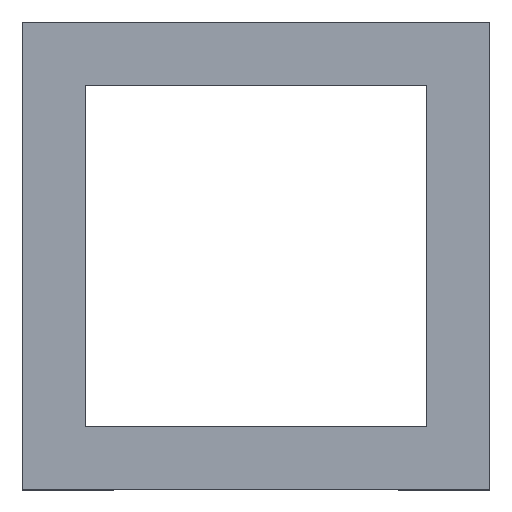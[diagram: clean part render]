
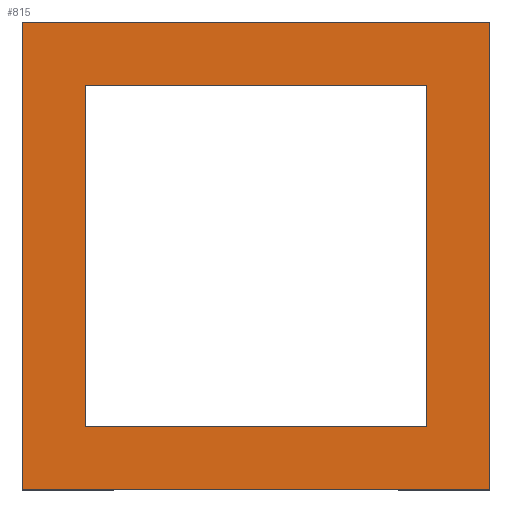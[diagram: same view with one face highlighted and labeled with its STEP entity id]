
A CAD part, top view. The second image highlights one B-rep face of the part: STEP entity #815.
In plain terms, the highlighted planar face has unit normal (0, 0, 1).
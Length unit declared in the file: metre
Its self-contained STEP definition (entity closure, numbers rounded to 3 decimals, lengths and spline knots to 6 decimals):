
#158=ORIENTED_EDGE('',*,*,#371,.T.);
#159=ORIENTED_EDGE('',*,*,#361,.T.);
#160=ORIENTED_EDGE('',*,*,#364,.F.);
#161=ORIENTED_EDGE('',*,*,#370,.F.);
#162=ORIENTED_EDGE('',*,*,#329,.F.);
#163=ORIENTED_EDGE('',*,*,#344,.F.);
#164=ORIENTED_EDGE('',*,*,#336,.T.);
#165=ORIENTED_EDGE('',*,*,#323,.T.);
#323=EDGE_CURVE('',#443,#442,#513,.T.);
#329=EDGE_CURVE('',#446,#442,#519,.T.);
#336=EDGE_CURVE('',#451,#443,#526,.T.);
#344=EDGE_CURVE('',#451,#446,#534,.T.);
#361=EDGE_CURVE('',#467,#466,#551,.T.);
#364=EDGE_CURVE('',#468,#466,#554,.T.);
#370=EDGE_CURVE('',#469,#468,#560,.T.);
#371=EDGE_CURVE('',#469,#467,#561,.T.);
#442=VERTEX_POINT('',#1229);
#443=VERTEX_POINT('',#1231);
#446=VERTEX_POINT('',#1240);
#451=VERTEX_POINT('',#1254);
#466=VERTEX_POINT('',#1298);
#467=VERTEX_POINT('',#1300);
#468=VERTEX_POINT('',#1304);
#469=VERTEX_POINT('',#1313);
#513=LINE('',#1230,#613);
#519=LINE('',#1242,#619);
#526=LINE('',#1253,#626);
#534=LINE('',#1268,#634);
#551=LINE('',#1299,#651);
#554=LINE('',#1305,#654);
#560=LINE('',#1314,#660);
#561=LINE('',#1316,#661);
#613=VECTOR('',#976,1.);
#619=VECTOR('',#984,1.);
#626=VECTOR('',#993,1.);
#634=VECTOR('',#1003,1.);
#651=VECTOR('',#1028,1.);
#654=VECTOR('',#1033,1.);
#660=VECTOR('',#1043,1.);
#661=VECTOR('',#1046,1.);
#696=EDGE_LOOP('',(#158,#159,#160,#161));
#697=EDGE_LOOP('',(#162,#163,#164,#165));
#740=FACE_BOUND('',#696,.T.);
#741=FACE_BOUND('',#697,.T.);
#783=PLANE('',#880);
#815=ADVANCED_FACE('',(#740,#741),#783,.F.);
#880=AXIS2_PLACEMENT_3D('',#1317,#1047,#1048);
#976=DIRECTION('',(0.,1.,0.));
#984=DIRECTION('',(1.,0.,0.));
#993=DIRECTION('',(1.,0.,0.));
#1003=DIRECTION('',(0.,1.,0.));
#1028=DIRECTION('',(1.,0.,0.));
#1033=DIRECTION('',(0.,1.,0.));
#1043=DIRECTION('',(1.,0.,0.));
#1046=DIRECTION('',(0.,1.,0.));
#1047=DIRECTION('',(0.,0.,-1.));
#1048=DIRECTION('',(1.,0.,0.));
#1229=CARTESIAN_POINT('',(0.0096,0.0096,0.));
#1230=CARTESIAN_POINT('',(0.0096,-0.0096,0.));
#1231=CARTESIAN_POINT('',(0.0096,-0.0096,0.));
#1240=CARTESIAN_POINT('',(-0.0096,0.0096,0.));
#1242=CARTESIAN_POINT('',(-0.0096,0.0096,0.));
#1253=CARTESIAN_POINT('',(-0.0096,-0.0096,0.));
#1254=CARTESIAN_POINT('',(-0.0096,-0.0096,0.));
#1268=CARTESIAN_POINT('',(-0.0096,-0.0096,0.));
#1298=CARTESIAN_POINT('',(0.007,0.007,0.));
#1299=CARTESIAN_POINT('',(-0.0072,0.007,0.));
#1300=CARTESIAN_POINT('',(-0.007,0.007,0.));
#1304=CARTESIAN_POINT('',(0.007,-0.007,0.));
#1305=CARTESIAN_POINT('',(0.007,-0.0096,0.));
#1313=CARTESIAN_POINT('',(-0.007,-0.007,0.));
#1314=CARTESIAN_POINT('',(-0.0072,-0.007,0.));
#1316=CARTESIAN_POINT('',(-0.007,-0.0096,0.));
#1317=CARTESIAN_POINT('',(-0.0096,-0.0096,0.));
